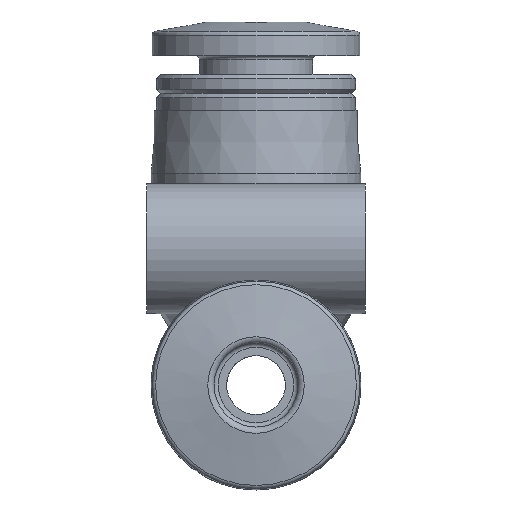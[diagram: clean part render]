
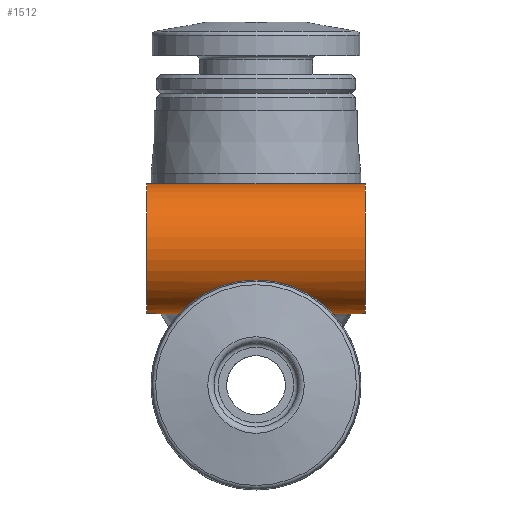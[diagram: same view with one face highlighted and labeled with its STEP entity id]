
A CAD part, left-side view. The second image highlights one B-rep face of the part: STEP entity #1512.
In plain terms, the highlighted cylindrical face has radius 3.1 mm (diameter 6.2 mm), a full revolution.
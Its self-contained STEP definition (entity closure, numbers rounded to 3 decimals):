
#80=B_SPLINE_CURVE_WITH_KNOTS('',3,(#2044,#2045,#2046,#2047,#2048,#2049,
#2050,#2051,#2052,#2053,#2054,#2055,#2056,#2057,#2058,#2059,#2060),
 .UNSPECIFIED.,.F.,.F.,(4,1,1,1,1,1,1,1,1,1,1,1,1,1,4),(0.003,
0.004,0.005,0.006,0.007,
0.008,0.009,0.011,0.013,
0.014,0.015,0.016,0.017,
0.018,0.019),.UNSPECIFIED.);
#82=B_SPLINE_CURVE_WITH_KNOTS('',3,(#2097,#2098,#2099,#2100,#2101,#2102,
#2103,#2104,#2105,#2106,#2107,#2108,#2109,#2110,#2111,#2112,#2113),
 .UNSPECIFIED.,.F.,.F.,(4,1,1,1,1,1,1,1,1,1,1,1,1,1,4),(0.014,
0.015,0.016,0.017,0.018,
0.019,0.02,0.022,0.024,
0.025,0.026,0.027,0.028,
0.029,0.03),.UNSPECIFIED.);
#279=ORIENTED_EDGE('',*,*,#400,.F.);
#280=ORIENTED_EDGE('',*,*,#401,.T.);
#281=ORIENTED_EDGE('',*,*,#323,.T.);
#282=ORIENTED_EDGE('',*,*,#313,.T.);
#313=EDGE_CURVE('',#416,#417,#80,.T.);
#323=EDGE_CURVE('',#417,#416,#82,.T.);
#400=EDGE_CURVE('',#489,#489,#566,.T.);
#401=EDGE_CURVE('',#490,#490,#567,.T.);
#416=VERTEX_POINT('',#2061);
#417=VERTEX_POINT('',#2062);
#489=VERTEX_POINT('',#2357);
#490=VERTEX_POINT('',#2359);
#566=CIRCLE('',#1672,3.1);
#567=CIRCLE('',#1673,3.1);
#698=EDGE_LOOP('',(#279));
#699=EDGE_LOOP('',(#280));
#700=EDGE_LOOP('',(#281,#282));
#846=FACE_BOUND('',#698,.T.);
#847=FACE_BOUND('',#699,.T.);
#848=FACE_BOUND('',#700,.T.);
#895=CYLINDRICAL_SURFACE('',#1671,3.1);
#1512=ADVANCED_FACE('',(#846,#847,#848),#895,.T.);
#1671=AXIS2_PLACEMENT_3D('',#2355,#1983,#1984);
#1672=AXIS2_PLACEMENT_3D('',#2356,#1985,#1986);
#1673=AXIS2_PLACEMENT_3D('',#2358,#1987,#1988);
#1983=DIRECTION('',(0.,1.,0.));
#1984=DIRECTION('',(0.,0.,1.));
#1985=DIRECTION('',(0.,1.,0.));
#1986=DIRECTION('',(0.,0.,1.));
#1987=DIRECTION('',(0.,1.,0.));
#1988=DIRECTION('',(0.,0.,1.));
#2044=CARTESIAN_POINT('',(-4.308,-2.538,4.308));
#2045=CARTESIAN_POINT('',(-4.151,-2.805,4.465));
#2046=CARTESIAN_POINT('',(-3.811,-3.263,4.873));
#2047=CARTESIAN_POINT('',(-3.425,-3.646,5.782));
#2048=CARTESIAN_POINT('',(-3.359,-3.703,6.841));
#2049=CARTESIAN_POINT('',(-3.645,-3.439,7.832));
#2050=CARTESIAN_POINT('',(-4.142,-2.848,8.56));
#2051=CARTESIAN_POINT('',(-4.775,-1.728,9.115));
#2052=CARTESIAN_POINT('',(-5.15,0.001,9.278));
#2053=CARTESIAN_POINT('',(-4.776,1.723,9.116));
#2054=CARTESIAN_POINT('',(-4.144,2.844,8.562));
#2055=CARTESIAN_POINT('',(-3.65,3.434,7.84));
#2056=CARTESIAN_POINT('',(-3.36,3.702,6.853));
#2057=CARTESIAN_POINT('',(-3.423,3.648,5.788));
#2058=CARTESIAN_POINT('',(-3.809,3.265,4.875));
#2059=CARTESIAN_POINT('',(-4.151,2.804,4.465));
#2060=CARTESIAN_POINT('',(-4.308,2.538,4.308));
#2061=CARTESIAN_POINT('',(-4.308,-2.538,4.308));
#2062=CARTESIAN_POINT('',(-4.308,2.538,4.308));
#2097=CARTESIAN_POINT('',(-4.308,2.538,4.308));
#2098=CARTESIAN_POINT('',(-4.464,2.803,4.152));
#2099=CARTESIAN_POINT('',(-4.873,3.264,3.81));
#2100=CARTESIAN_POINT('',(-5.782,3.646,3.425));
#2101=CARTESIAN_POINT('',(-6.843,3.703,3.359));
#2102=CARTESIAN_POINT('',(-7.836,3.437,3.647));
#2103=CARTESIAN_POINT('',(-8.562,2.844,4.144));
#2104=CARTESIAN_POINT('',(-9.116,1.723,4.777));
#2105=CARTESIAN_POINT('',(-9.278,-0.015,5.15));
#2106=CARTESIAN_POINT('',(-9.114,-1.728,4.774));
#2107=CARTESIAN_POINT('',(-8.56,-2.848,4.142));
#2108=CARTESIAN_POINT('',(-7.836,-3.436,3.648));
#2109=CARTESIAN_POINT('',(-6.85,-3.702,3.36));
#2110=CARTESIAN_POINT('',(-5.786,-3.647,3.424));
#2111=CARTESIAN_POINT('',(-4.873,-3.265,3.81));
#2112=CARTESIAN_POINT('',(-4.464,-2.803,4.152));
#2113=CARTESIAN_POINT('',(-4.308,-2.538,4.308));
#2355=CARTESIAN_POINT('',(-6.5,5.2,6.5));
#2356=CARTESIAN_POINT('',(-6.5,5.2,6.5));
#2357=CARTESIAN_POINT('',(-6.5,5.2,9.6));
#2358=CARTESIAN_POINT('',(-6.5,-5.2,6.5));
#2359=CARTESIAN_POINT('',(-6.5,-5.2,9.6));
